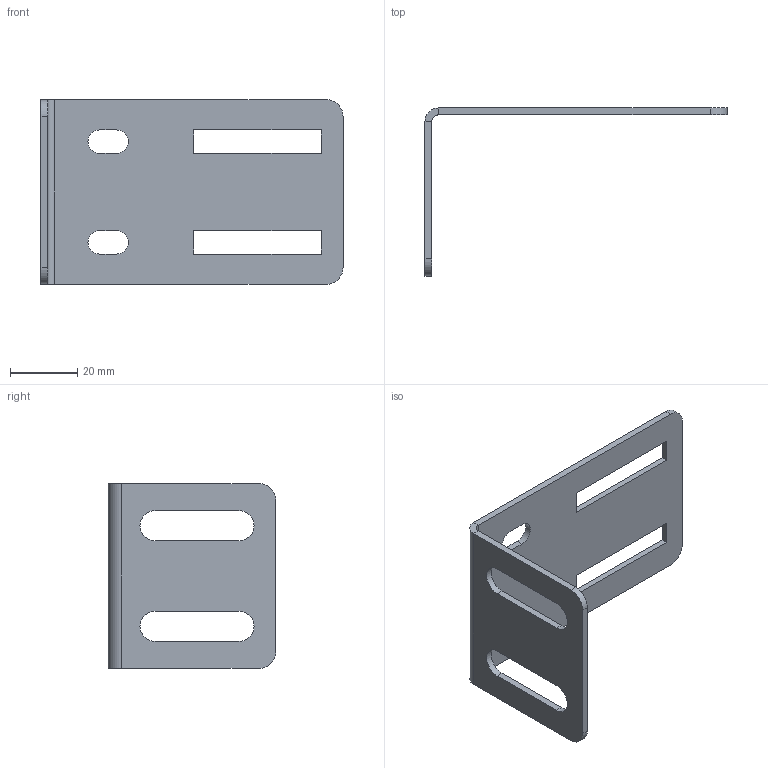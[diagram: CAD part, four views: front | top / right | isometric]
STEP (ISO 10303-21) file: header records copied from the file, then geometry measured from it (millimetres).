
FILE_DESCRIPTION (( 'STEP AP203' ), '1' );
FILE_NAME ('Ñòåíîâîå êðåïëåíèå ëîòêà_LP5000.STEP', '2012-12-20T12:17:08', ( 'Àñååâ' ), ( '' ), 'SwSTEP 2.0', 'SolidWorks 2012', '' );
FILE_SCHEMA (( 'CONFIG_CONTROL_DESIGN' ));
Length unit declared in the file: millimetre
Products named in the file (1): Ñòåíîâîå êðåïëåíèå ëîòêà_LP5000
Bounding box: 90 x 50 x 55 mm (x, y, z)
Volume: 12483 mm3; surface area: 14033.8 mm2
Topology: 1 solids, 1 shells, 42 faces, 112 edges, 72 vertices
Faces by surface type: plane 28, cylinder 14
Entity records: 1401 total; most frequent: CARTESIAN_POINT 227, DIRECTION 226, ORIENTED_EDGE 224, EDGE_CURVE 112, VECTOR 84, LINE 84, VERTEX_POINT 72, AXIS2_PLACEMENT_3D 71
